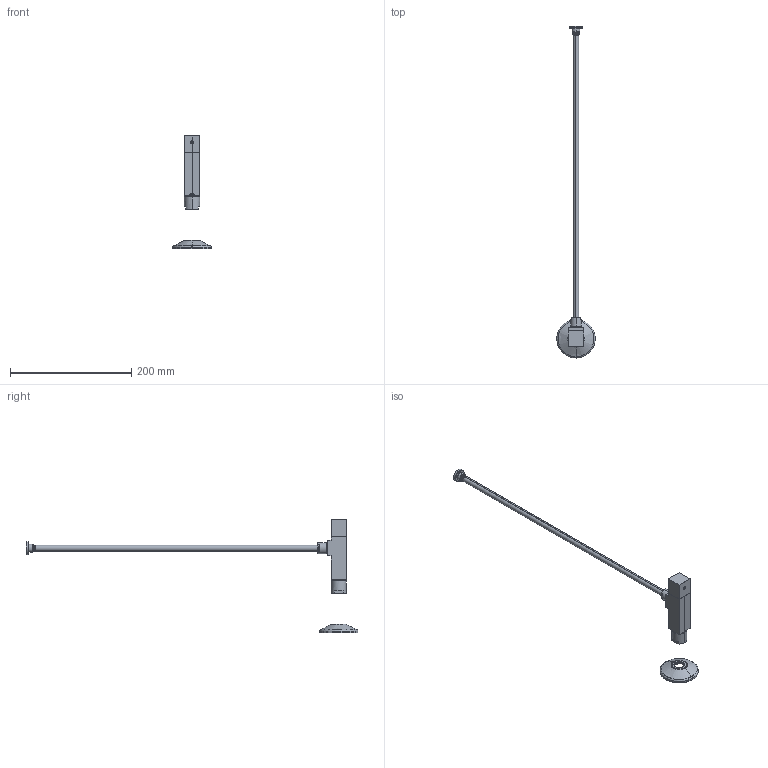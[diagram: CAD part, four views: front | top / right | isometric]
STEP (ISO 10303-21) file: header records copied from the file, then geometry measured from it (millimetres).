
FILE_DESCRIPTION((''),'2;1');
FILE_NAME('482-3','2021-06-17T15:06:14',('NSantos'),(''),'CREO PARAMETRIC BY PTC INC, 2018500','CREO PARAMETRIC BY PTC INC, 2018500','');
FILE_SCHEMA(('CONFIG_CONTROL_DESIGN'));
Length unit declared in the file: inch
Products named in the file (1): 482-3
Bounding box: 63.5 x 548 x 188.19 mm (x, y, z)
Volume: 58457.3 mm3; surface area: 105797.5 mm2
Topology: 4 solids, 36 shells, 696 faces, 1840 edges, 1176 vertices
Faces by surface type: cylinder 329, plane 181, bspline 76, cone 50, torus 44, sphere 16
Entity records: 33483 total; most frequent: CARTESIAN_POINT 17480, ORIENTED_EDGE 3392, DIRECTION 2988, EDGE_CURVE 1824, VERTEX_POINT 1176, AXIS2_PLACEMENT_3D 1167, EDGE_LOOP 750, FACE_OUTER_BOUND 696
